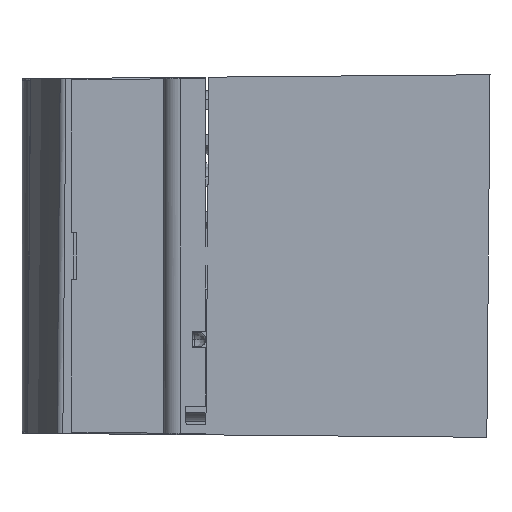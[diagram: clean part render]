
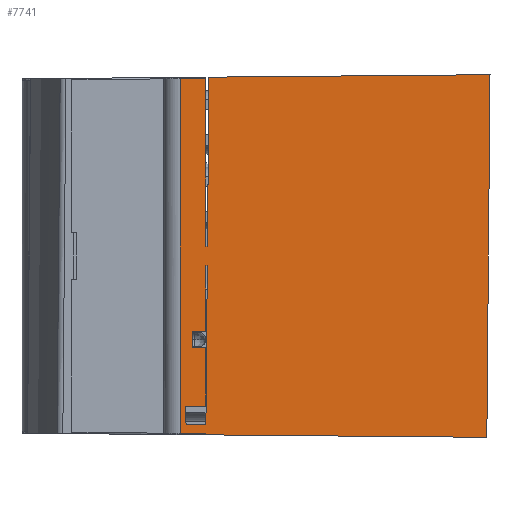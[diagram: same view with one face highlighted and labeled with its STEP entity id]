
A CAD part, left-side view. The second image highlights one B-rep face of the part: STEP entity #7741.
In plain terms, the highlighted planar face has unit normal (-1, 0, 0).
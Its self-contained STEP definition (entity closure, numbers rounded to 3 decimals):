
#7625=AXIS2_PLACEMENT_3D('Plane Axis2P3D',#7622,#7623,#7624) ;
#7669=AXIS2_PLACEMENT_3D('Circle Axis2P3D',#7667,#7668,$) ;
#2347=CARTESIAN_POINT('Vertex',(-42.,-42.037,-27.117)) ;
#2350=CARTESIAN_POINT('Line Origine',(-42.,-21.018,-26.933)) ;
#2354=CARTESIAN_POINT('Vertex',(-42.,0.,-26.75)) ;
#2971=CARTESIAN_POINT('Vertex',(-42.,-0.221,-1.45)) ;
#3015=CARTESIAN_POINT('Vertex',(-42.,-0.246,1.45)) ;
#3018=CARTESIAN_POINT('Line Origine',(-42.,-0.357,14.102)) ;
#3022=CARTESIAN_POINT('Vertex',(-42.,-0.467,26.754)) ;
#3119=CARTESIAN_POINT('Vertex',(-42.,-0.013,-25.25)) ;
#3122=CARTESIAN_POINT('Line Origine',(-42.,-0.117,-13.35)) ;
#5455=CARTESIAN_POINT('Vertex',(-42.,3.8,26.517)) ;
#5520=CARTESIAN_POINT('Line Origine',(-42.,-66.257,27.128)) ;
#5524=CARTESIAN_POINT('Vertex',(-42.,0.,26.55)) ;
#5571=CARTESIAN_POINT('Line Origine',(-42.,0.,14.)) ;
#5575=CARTESIAN_POINT('Vertex',(-42.,0.,1.45)) ;
#6608=CARTESIAN_POINT('Line Origine',(-42.,-21.488,26.938)) ;
#6612=CARTESIAN_POINT('Vertex',(-42.,-42.51,27.121)) ;
#7540=CARTESIAN_POINT('Vertex',(-42.,3.8,-26.517)) ;
#7573=CARTESIAN_POINT('Line Origine',(-42.,3.961,-26.515)) ;
#7577=CARTESIAN_POINT('Vertex',(-42.,0.,-26.55)) ;
#7608=CARTESIAN_POINT('Vertex',(-42.,-0.002,-26.55)) ;
#7611=CARTESIAN_POINT('Line Origine',(-42.,-0.001,-26.65)) ;
#7622=CARTESIAN_POINT('Axis2P3D Location',(-42.,0.,25.75)) ;
#7627=CARTESIAN_POINT('Line Origine',(-42.,-42.273,0.002)) ;
#7632=CARTESIAN_POINT('Line Origine',(-42.,-0.123,1.45)) ;
#7637=CARTESIAN_POINT('Line Origine',(-42.,3.8,0.)) ;
#7642=CARTESIAN_POINT('Line Origine',(-42.,-0.001,-26.55)) ;
#7660=CARTESIAN_POINT('Line Origine',(-42.,1.243,-25.25)) ;
#7664=CARTESIAN_POINT('Vertex',(-42.,2.5,-25.25)) ;
#7667=CARTESIAN_POINT('Axis2P3D Location',(-42.,2.5,-24.75)) ;
#7671=CARTESIAN_POINT('Vertex',(-42.,3.,-24.75)) ;
#7674=CARTESIAN_POINT('Line Origine',(-42.,3.,-23.6)) ;
#7678=CARTESIAN_POINT('Vertex',(-42.,3.,-22.45)) ;
#7681=CARTESIAN_POINT('Line Origine',(-42.,1.5,-22.45)) ;
#7685=CARTESIAN_POINT('Vertex',(-42.,0.,-22.45)) ;
#7688=CARTESIAN_POINT('Line Origine',(-42.,0.,-18.075)) ;
#7692=CARTESIAN_POINT('Vertex',(-42.,0.,-13.7)) ;
#7695=CARTESIAN_POINT('Line Origine',(-42.,1.,-13.7)) ;
#7699=CARTESIAN_POINT('Vertex',(-42.,2.,-13.7)) ;
#7702=CARTESIAN_POINT('Line Origine',(-42.,2.,-12.5)) ;
#7706=CARTESIAN_POINT('Vertex',(-42.,2.,-11.3)) ;
#7709=CARTESIAN_POINT('Line Origine',(-42.,1.,-11.3)) ;
#7713=CARTESIAN_POINT('Vertex',(-42.,0.,-11.3)) ;
#7716=CARTESIAN_POINT('Line Origine',(-42.,0.,-6.375)) ;
#7720=CARTESIAN_POINT('Vertex',(-42.,0.,-1.45)) ;
#7723=CARTESIAN_POINT('Line Origine',(-42.,-0.11,-1.45)) ;
#2351=DIRECTION('Vector Direction',(0.,-1.,-0.009)) ;
#3019=DIRECTION('Vector Direction',(0.,-0.009,1.)) ;
#3123=DIRECTION('Vector Direction',(0.,-0.009,1.)) ;
#5521=DIRECTION('Vector Direction',(0.,1.,-0.009)) ;
#5572=DIRECTION('Vector Direction',(0.,0.,-1.)) ;
#6609=DIRECTION('Vector Direction',(0.,1.,-0.009)) ;
#7574=DIRECTION('Vector Direction',(0.,-1.,-0.009)) ;
#7612=DIRECTION('Vector Direction',(0.,-0.009,1.)) ;
#7623=DIRECTION('Axis2P3D Direction',(1.,0.,0.)) ;
#7624=DIRECTION('Axis2P3D XDirection',(0.,1.,0.)) ;
#7628=DIRECTION('Vector Direction',(0.,-0.009,1.)) ;
#7633=DIRECTION('Vector Direction',(0.,1.,0.)) ;
#7638=DIRECTION('Vector Direction',(0.,0.,1.)) ;
#7643=DIRECTION('Vector Direction',(0.,-1.,0.)) ;
#7661=DIRECTION('Vector Direction',(0.,-1.,0.)) ;
#7668=DIRECTION('Axis2P3D Direction',(1.,0.,0.)) ;
#7675=DIRECTION('Vector Direction',(0.,0.,1.)) ;
#7682=DIRECTION('Vector Direction',(0.,-1.,0.)) ;
#7689=DIRECTION('Vector Direction',(0.,0.,-1.)) ;
#7696=DIRECTION('Vector Direction',(0.,-1.,0.)) ;
#7703=DIRECTION('Vector Direction',(0.,0.,1.)) ;
#7710=DIRECTION('Vector Direction',(0.,-1.,0.)) ;
#7717=DIRECTION('Vector Direction',(0.,0.,-1.)) ;
#7724=DIRECTION('Vector Direction',(0.,1.,0.)) ;
#2352=VECTOR('Line Direction',#2351,1.) ;
#3020=VECTOR('Line Direction',#3019,1.) ;
#3124=VECTOR('Line Direction',#3123,1.) ;
#5522=VECTOR('Line Direction',#5521,1.) ;
#5573=VECTOR('Line Direction',#5572,1.) ;
#6610=VECTOR('Line Direction',#6609,1.) ;
#7575=VECTOR('Line Direction',#7574,1.) ;
#7613=VECTOR('Line Direction',#7612,1.) ;
#7629=VECTOR('Line Direction',#7628,1.) ;
#7634=VECTOR('Line Direction',#7633,1.) ;
#7639=VECTOR('Line Direction',#7638,1.) ;
#7644=VECTOR('Line Direction',#7643,1.) ;
#7662=VECTOR('Line Direction',#7661,1.) ;
#7676=VECTOR('Line Direction',#7675,1.) ;
#7683=VECTOR('Line Direction',#7682,1.) ;
#7690=VECTOR('Line Direction',#7689,1.) ;
#7697=VECTOR('Line Direction',#7696,1.) ;
#7704=VECTOR('Line Direction',#7703,1.) ;
#7711=VECTOR('Line Direction',#7710,1.) ;
#7718=VECTOR('Line Direction',#7717,1.) ;
#7725=VECTOR('Line Direction',#7724,1.) ;
#7648=ORIENTED_EDGE('',*,*,#7615,.F.) ;
#7649=ORIENTED_EDGE('',*,*,#2356,.F.) ;
#7650=ORIENTED_EDGE('',*,*,#7631,.T.) ;
#7651=ORIENTED_EDGE('',*,*,#6614,.T.) ;
#7652=ORIENTED_EDGE('',*,*,#3024,.F.) ;
#7653=ORIENTED_EDGE('',*,*,#7636,.T.) ;
#7654=ORIENTED_EDGE('',*,*,#5577,.F.) ;
#7655=ORIENTED_EDGE('',*,*,#5526,.T.) ;
#7656=ORIENTED_EDGE('',*,*,#7641,.F.) ;
#7657=ORIENTED_EDGE('',*,*,#7579,.T.) ;
#7658=ORIENTED_EDGE('',*,*,#7646,.T.) ;
#7729=ORIENTED_EDGE('',*,*,#7666,.F.) ;
#7730=ORIENTED_EDGE('',*,*,#7673,.T.) ;
#7731=ORIENTED_EDGE('',*,*,#7680,.T.) ;
#7732=ORIENTED_EDGE('',*,*,#7687,.T.) ;
#7733=ORIENTED_EDGE('',*,*,#7694,.F.) ;
#7734=ORIENTED_EDGE('',*,*,#7701,.F.) ;
#7735=ORIENTED_EDGE('',*,*,#7708,.T.) ;
#7736=ORIENTED_EDGE('',*,*,#7715,.T.) ;
#7737=ORIENTED_EDGE('',*,*,#7722,.F.) ;
#7738=ORIENTED_EDGE('',*,*,#7727,.F.) ;
#7739=ORIENTED_EDGE('',*,*,#3126,.F.) ;
#7740=FACE_BOUND('',#7728,.T.) ;
#7741=ADVANCED_FACE('MANIFOLD_SOLID_BREP #23599',(#7659,#7740),#7626,.F.) ;
#7670=CIRCLE('generated circle',#7669,0.5) ;
#2356=EDGE_CURVE('',#2348,#2355,#2353,.F.) ;
#3024=EDGE_CURVE('',#3016,#3023,#3021,.T.) ;
#3126=EDGE_CURVE('',#3120,#2972,#3125,.T.) ;
#5526=EDGE_CURVE('',#5525,#5456,#5523,.T.) ;
#5577=EDGE_CURVE('',#5525,#5576,#5574,.T.) ;
#6614=EDGE_CURVE('',#6613,#3023,#6611,.T.) ;
#7579=EDGE_CURVE('',#7541,#7578,#7576,.T.) ;
#7615=EDGE_CURVE('',#2355,#7609,#7614,.T.) ;
#7631=EDGE_CURVE('',#2348,#6613,#7630,.T.) ;
#7636=EDGE_CURVE('',#3016,#5576,#7635,.T.) ;
#7641=EDGE_CURVE('',#7541,#5456,#7640,.T.) ;
#7646=EDGE_CURVE('',#7578,#7609,#7645,.T.) ;
#7666=EDGE_CURVE('',#7665,#3120,#7663,.T.) ;
#7673=EDGE_CURVE('',#7665,#7672,#7670,.T.) ;
#7680=EDGE_CURVE('',#7672,#7679,#7677,.T.) ;
#7687=EDGE_CURVE('',#7679,#7686,#7684,.T.) ;
#7694=EDGE_CURVE('',#7693,#7686,#7691,.T.) ;
#7701=EDGE_CURVE('',#7700,#7693,#7698,.T.) ;
#7708=EDGE_CURVE('',#7700,#7707,#7705,.T.) ;
#7715=EDGE_CURVE('',#7707,#7714,#7712,.T.) ;
#7722=EDGE_CURVE('',#7721,#7714,#7719,.T.) ;
#7727=EDGE_CURVE('',#2972,#7721,#7726,.T.) ;
#7647=EDGE_LOOP('',(#7648,#7649,#7650,#7651,#7652,#7653,#7654,#7655,#7656,#7657,#7658)) ;
#7728=EDGE_LOOP('',(#7729,#7730,#7731,#7732,#7733,#7734,#7735,#7736,#7737,#7738,#7739)) ;
#7659=FACE_OUTER_BOUND('',#7647,.T.) ;
#2353=LINE('Line',#2350,#2352) ;
#3021=LINE('Line',#3018,#3020) ;
#3125=LINE('Line',#3122,#3124) ;
#5523=LINE('Line',#5520,#5522) ;
#5574=LINE('Line',#5571,#5573) ;
#6611=LINE('Line',#6608,#6610) ;
#7576=LINE('Line',#7573,#7575) ;
#7614=LINE('Line',#7611,#7613) ;
#7630=LINE('Line',#7627,#7629) ;
#7635=LINE('Line',#7632,#7634) ;
#7640=LINE('Line',#7637,#7639) ;
#7645=LINE('Line',#7642,#7644) ;
#7663=LINE('Line',#7660,#7662) ;
#7677=LINE('Line',#7674,#7676) ;
#7684=LINE('Line',#7681,#7683) ;
#7691=LINE('Line',#7688,#7690) ;
#7698=LINE('Line',#7695,#7697) ;
#7705=LINE('Line',#7702,#7704) ;
#7712=LINE('Line',#7709,#7711) ;
#7719=LINE('Line',#7716,#7718) ;
#7726=LINE('Line',#7723,#7725) ;
#7626=PLANE('',#7625) ;
#2348=VERTEX_POINT('',#2347) ;
#2355=VERTEX_POINT('',#2354) ;
#2972=VERTEX_POINT('',#2971) ;
#3016=VERTEX_POINT('',#3015) ;
#3023=VERTEX_POINT('',#3022) ;
#3120=VERTEX_POINT('',#3119) ;
#5456=VERTEX_POINT('',#5455) ;
#5525=VERTEX_POINT('',#5524) ;
#5576=VERTEX_POINT('',#5575) ;
#6613=VERTEX_POINT('',#6612) ;
#7541=VERTEX_POINT('',#7540) ;
#7578=VERTEX_POINT('',#7577) ;
#7609=VERTEX_POINT('',#7608) ;
#7665=VERTEX_POINT('',#7664) ;
#7672=VERTEX_POINT('',#7671) ;
#7679=VERTEX_POINT('',#7678) ;
#7686=VERTEX_POINT('',#7685) ;
#7693=VERTEX_POINT('',#7692) ;
#7700=VERTEX_POINT('',#7699) ;
#7707=VERTEX_POINT('',#7706) ;
#7714=VERTEX_POINT('',#7713) ;
#7721=VERTEX_POINT('',#7720) ;
